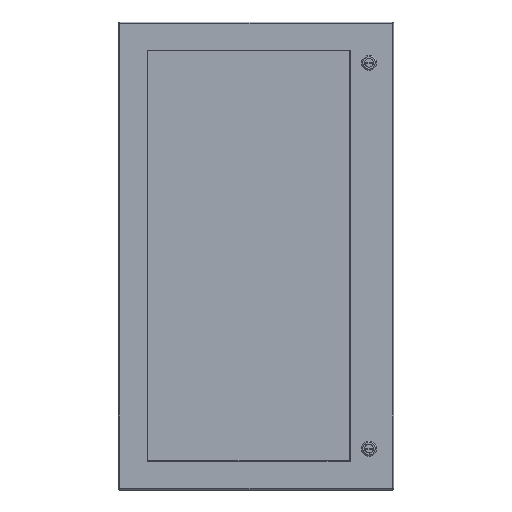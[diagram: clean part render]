
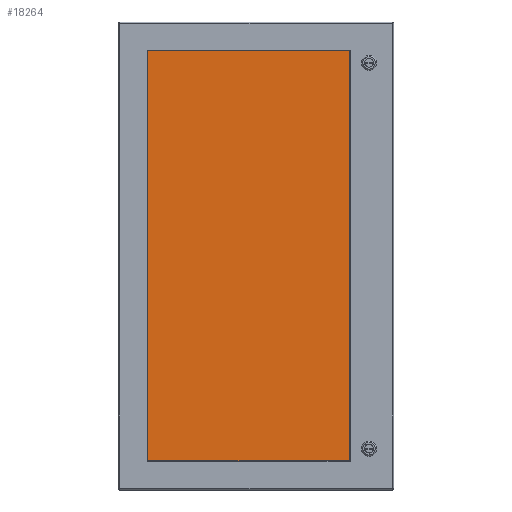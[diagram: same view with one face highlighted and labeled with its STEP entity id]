
A CAD part, front view. The second image highlights one B-rep face of the part: STEP entity #18264.
In plain terms, the highlighted planar face has unit normal (0, -1, 0).
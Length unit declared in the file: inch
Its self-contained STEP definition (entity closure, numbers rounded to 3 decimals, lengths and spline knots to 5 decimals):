
#1512 = ORIENTED_EDGE ( 'NONE', *, *, #42557, .F. ) ;
#2969 = VERTEX_POINT ( 'NONE', #20101 ) ;
#3490 = ORIENTED_EDGE ( 'NONE', *, *, #16075, .F. ) ;
#4924 = ORIENTED_EDGE ( 'NONE', *, *, #10211, .F. ) ;
#6979 = VECTOR ( 'NONE', #26830, 39.37008 ) ;
#8034 = VECTOR ( 'NONE', #15265, 39.37008 ) ;
#8170 = CARTESIAN_POINT ( 'NONE',  ( 6.8305, -1.796, -2.059 ) ) ;
#10211 = EDGE_CURVE ( 'NONE', #39554, #38477, #34975, .T. ) ;
#12279 = VECTOR ( 'NONE', #13060, 39.37008 ) ;
#13060 = DIRECTION ( 'NONE',  ( 0., 0., 1. ) ) ;
#13773 = CARTESIAN_POINT ( 'NONE',  ( 6.8305, -1.796, -32.059 ) ) ;
#15265 = DIRECTION ( 'NONE',  ( 1., 0., 0. ) ) ;
#15430 = FACE_OUTER_BOUND ( 'NONE', #16703, .T. ) ;
#16075 = EDGE_CURVE ( 'NONE', #23003, #2969, #18251, .T. ) ;
#16703 = EDGE_LOOP ( 'NONE', ( #1512, #4924, #40217, #3490 ) ) ;
#18251 = LINE ( 'NONE', #8170, #8034 ) ;
#18264 = ADVANCED_FACE ( 'NONE', ( #15430 ), #33502, .T. ) ;
#19931 = LINE ( 'NONE', #33889, #12279 ) ;
#20101 = CARTESIAN_POINT ( 'NONE',  ( 6.8305, -1.796, -2.059 ) ) ;
#22975 = DIRECTION ( 'NONE',  ( 0., -1., 0. ) ) ;
#23003 = VERTEX_POINT ( 'NONE', #23527 ) ;
#23407 = CARTESIAN_POINT ( 'NONE',  ( 6.8305, -1.796, -32.059 ) ) ;
#23527 = CARTESIAN_POINT ( 'NONE',  ( -7.9195, -1.796, -2.059 ) ) ;
#24473 = CARTESIAN_POINT ( 'NONE',  ( -7.9195, -1.796, -32.059 ) ) ;
#26652 = VECTOR ( 'NONE', #28319, 39.37008 ) ;
#26830 = DIRECTION ( 'NONE',  ( 0., 0., -1. ) ) ;
#28319 = DIRECTION ( 'NONE',  ( -1., 0., 0. ) ) ;
#30484 = LINE ( 'NONE', #13773, #6979 ) ;
#30851 = CARTESIAN_POINT ( 'NONE',  ( -7.9195, -1.796, -32.059 ) ) ;
#32959 = AXIS2_PLACEMENT_3D ( 'NONE', #44244, #22975, #33276 ) ;
#33276 = DIRECTION ( 'NONE',  ( 0., 0., 1. ) ) ;
#33502 = PLANE ( 'NONE',  #32959 ) ;
#33889 = CARTESIAN_POINT ( 'NONE',  ( -7.9195, -1.796, -2.059 ) ) ;
#34975 = LINE ( 'NONE', #30851, #26652 ) ;
#38477 = VERTEX_POINT ( 'NONE', #24473 ) ;
#39518 = EDGE_CURVE ( 'NONE', #2969, #39554, #30484, .T. ) ;
#39554 = VERTEX_POINT ( 'NONE', #23407 ) ;
#40217 = ORIENTED_EDGE ( 'NONE', *, *, #39518, .F. ) ;
#42557 = EDGE_CURVE ( 'NONE', #38477, #23003, #19931, .T. ) ;
#44244 = CARTESIAN_POINT ( 'NONE',  ( 7.2055, -1.796, -32.434 ) ) ;
